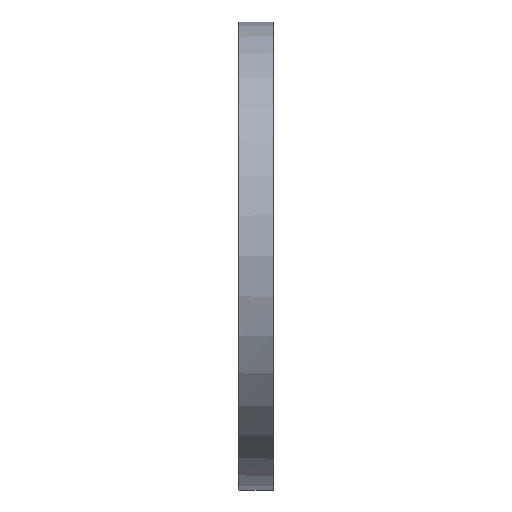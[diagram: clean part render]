
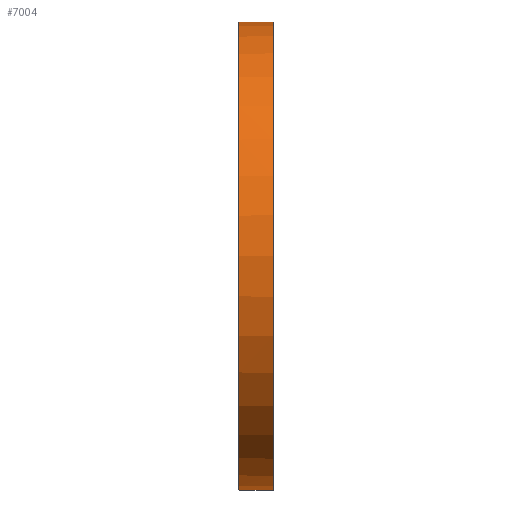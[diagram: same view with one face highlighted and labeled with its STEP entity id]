
A CAD part, left-side view. The second image highlights one B-rep face of the part: STEP entity #7004.
In plain terms, the highlighted cylindrical face has radius 184.15 mm (diameter 368.3 mm), a partial arc.
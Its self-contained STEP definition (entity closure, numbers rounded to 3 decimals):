
#78 = VERTEX_POINT ( 'NONE', #1489 ) ;
#151 = LINE ( 'NONE', #3872, #4500 ) ;
#315 = CARTESIAN_POINT ( 'NONE',  ( 0., 0.5, 0. ) ) ;
#337 = DIRECTION ( 'NONE',  ( 0., -1., 0. ) ) ;
#688 = LINE ( 'NONE', #2797, #3682 ) ;
#886 = ORIENTED_EDGE ( 'NONE', *, *, #6036, .T. ) ;
#926 = DIRECTION ( 'NONE',  ( 0., 0., 1. ) ) ;
#1055 = VERTEX_POINT ( 'NONE', #5373 ) ;
#1403 = DIRECTION ( 'NONE',  ( 0., 0., -1. ) ) ;
#1415 = VECTOR ( 'NONE', #3597, 1000. ) ;
#1489 = CARTESIAN_POINT ( 'NONE',  ( 0., 26.7, 184.15 ) ) ;
#1517 = EDGE_CURVE ( 'NONE', #3129, #6231, #688, .T. ) ;
#1593 = EDGE_CURVE ( 'NONE', #78, #2809, #5977, .T. ) ;
#1812 = CYLINDRICAL_SURFACE ( 'NONE', #7148, 184.15 ) ;
#2098 = AXIS2_PLACEMENT_3D ( 'NONE', #6289, #2916, #6886 ) ;
#2183 = AXIS2_PLACEMENT_3D ( 'NONE', #6762, #3344, #7360 ) ;
#2190 = AXIS2_PLACEMENT_3D ( 'NONE', #315, #4454, #926 ) ;
#2214 = AXIS2_PLACEMENT_3D ( 'NONE', #6135, #2769, #6734 ) ;
#2402 = CIRCLE ( 'NONE', #2214, 184.15 ) ;
#2416 = CARTESIAN_POINT ( 'NONE',  ( -1.5, 26.7, -184.144 ) ) ;
#2769 = DIRECTION ( 'NONE',  ( 0., -1., 0. ) ) ;
#2797 = CARTESIAN_POINT ( 'NONE',  ( 0., -20.091, -184.15 ) ) ;
#2809 = VERTEX_POINT ( 'NONE', #4111 ) ;
#2916 = DIRECTION ( 'NONE',  ( 0., -1., 0. ) ) ;
#3014 = LINE ( 'NONE', #3897, #5825 ) ;
#3129 = VERTEX_POINT ( 'NONE', #4410 ) ;
#3158 = ORIENTED_EDGE ( 'NONE', *, *, #6013, .T. ) ;
#3165 = FACE_OUTER_BOUND ( 'NONE', #3463, .T. ) ;
#3166 = ORIENTED_EDGE ( 'NONE', *, *, #6023, .T. ) ;
#3179 = CARTESIAN_POINT ( 'NONE',  ( 0., -20.091, 184.15 ) ) ;
#3192 = DIRECTION ( 'NONE',  ( 0., -1., 0. ) ) ;
#3344 = DIRECTION ( 'NONE',  ( 0., -1., 0. ) ) ;
#3463 = EDGE_LOOP ( 'NONE', ( #4811, #3925, #3935, #3166, #886, #5776, #5448, #3158 ) ) ;
#3597 = DIRECTION ( 'NONE',  ( 0., -1., 0. ) ) ;
#3682 = VECTOR ( 'NONE', #3192, 1000. ) ;
#3872 = CARTESIAN_POINT ( 'NONE',  ( -1.5, -20.091, 184.144 ) ) ;
#3897 = CARTESIAN_POINT ( 'NONE',  ( -1.5, -20.091, -184.144 ) ) ;
#3925 = ORIENTED_EDGE ( 'NONE', *, *, #6117, .T. ) ;
#3935 = ORIENTED_EDGE ( 'NONE', *, *, #6016, .T. ) ;
#4111 = CARTESIAN_POINT ( 'NONE',  ( 0., 0.5, 184.15 ) ) ;
#4280 = VERTEX_POINT ( 'NONE', #5595 ) ;
#4410 = CARTESIAN_POINT ( 'NONE',  ( 0., 26.7, -184.15 ) ) ;
#4454 = DIRECTION ( 'NONE',  ( 0., 1., 0. ) ) ;
#4500 = VECTOR ( 'NONE', #5571, 1000. ) ;
#4804 = VERTEX_POINT ( 'NONE', #2416 ) ;
#4811 = ORIENTED_EDGE ( 'NONE', *, *, #1593, .F. ) ;
#5373 = CARTESIAN_POINT ( 'NONE',  ( -1.5, 27.5, 184.144 ) ) ;
#5422 = CARTESIAN_POINT ( 'NONE',  ( 0., -20.091, 0. ) ) ;
#5434 = CARTESIAN_POINT ( 'NONE',  ( -1.5, 26.7, 184.144 ) ) ;
#5448 = ORIENTED_EDGE ( 'NONE', *, *, #1517, .T. ) ;
#5571 = DIRECTION ( 'NONE',  ( 0., 1., 0. ) ) ;
#5595 = CARTESIAN_POINT ( 'NONE',  ( -1.5, 27.5, -184.144 ) ) ;
#5776 = ORIENTED_EDGE ( 'NONE', *, *, #6004, .T. ) ;
#5825 = VECTOR ( 'NONE', #337, 1000. ) ;
#5977 = LINE ( 'NONE', #3179, #1415 ) ;
#5987 = DIRECTION ( 'NONE',  ( 0., -1., 0. ) ) ;
#6000 = CIRCLE ( 'NONE', #2183, 184.15 ) ;
#6004 = EDGE_CURVE ( 'NONE', #4804, #3129, #2402, .T. ) ;
#6013 = EDGE_CURVE ( 'NONE', #6231, #2809, #6181, .T. ) ;
#6016 = EDGE_CURVE ( 'NONE', #6634, #1055, #151, .T. ) ;
#6023 = EDGE_CURVE ( 'NONE', #1055, #4280, #6000, .T. ) ;
#6036 = EDGE_CURVE ( 'NONE', #4280, #4804, #3014, .T. ) ;
#6117 = EDGE_CURVE ( 'NONE', #78, #6634, #7022, .T. ) ;
#6135 = CARTESIAN_POINT ( 'NONE',  ( 0., 26.7, 0. ) ) ;
#6181 = CIRCLE ( 'NONE', #2190, 184.15 ) ;
#6231 = VERTEX_POINT ( 'NONE', #7044 ) ;
#6289 = CARTESIAN_POINT ( 'NONE',  ( 0., 26.7, 0. ) ) ;
#6634 = VERTEX_POINT ( 'NONE', #5434 ) ;
#6734 = DIRECTION ( 'NONE',  ( 0., 0., -1. ) ) ;
#6762 = CARTESIAN_POINT ( 'NONE',  ( 0., 27.5, 0. ) ) ;
#6886 = DIRECTION ( 'NONE',  ( 0., 0., -1. ) ) ;
#7004 = ADVANCED_FACE ( 'NONE', ( #3165 ), #1812, .T. ) ;
#7022 = CIRCLE ( 'NONE', #2098, 184.15 ) ;
#7044 = CARTESIAN_POINT ( 'NONE',  ( 0., 0.5, -184.15 ) ) ;
#7148 = AXIS2_PLACEMENT_3D ( 'NONE', #5422, #5987, #1403 ) ;
#7360 = DIRECTION ( 'NONE',  ( 0., 0., -1. ) ) ;
